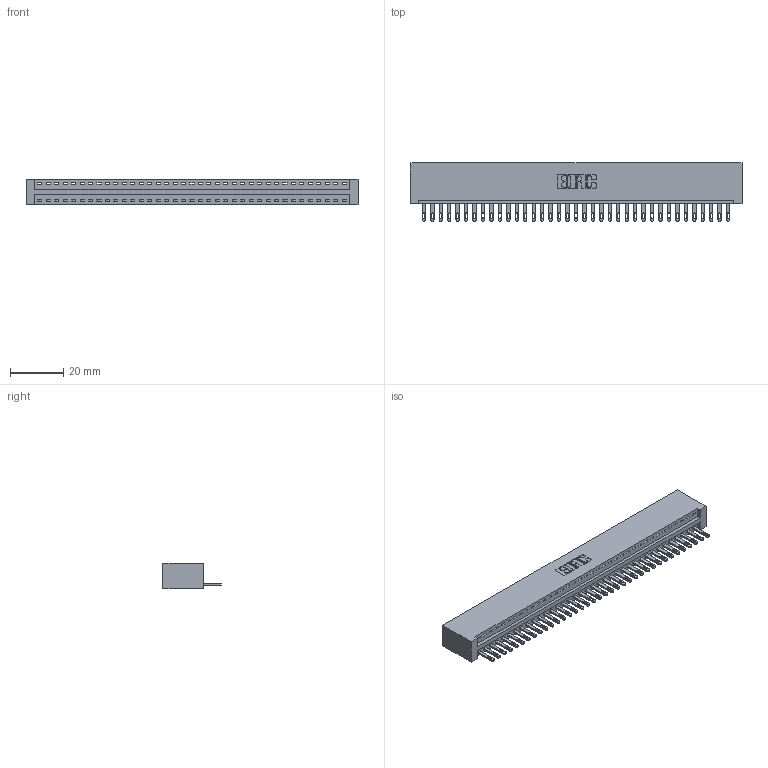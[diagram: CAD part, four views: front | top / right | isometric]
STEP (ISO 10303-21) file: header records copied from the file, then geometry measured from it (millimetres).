
FILE_DESCRIPTION (( 'STEP AP203' ), '1' );
FILE_NAME ('346-037-500-101.STEP', '2022-05-07T01:53:57', ( '' ), ( '' ), 'SwSTEP 2.0', 'SolidWorks 2020', '' );
FILE_SCHEMA (( 'CONFIG_CONTROL_DESIGN' ));
Length unit declared in the file: inch
Products named in the file (3): 346-037-500-101; 346 Part_No Mounting Lugs; 345-292-001_345-293-100
Assembly tree (38 placements, depth 2):
  346-037-500-101
    346 Part_No Mounting Lugs
    345-292-001_345-293-100  x37
Bounding box: 124.71 x 21.84 x 9.4 mm (x, y, z)
Volume: 12475.7 mm3; surface area: 15700.4 mm2
Topology: 38 solids, 38 shells, 2112 faces, 6521 edges, 4346 vertices
Faces by surface type: plane 1330, cylinder 782
Entity records: 23289 total; most frequent: CARTESIAN_POINT 3999, ORIENTED_EDGE 3970, DIRECTION 3531, EDGE_CURVE 1985, VECTOR 1709, LINE 1709, VERTEX_POINT 1322, AXIS2_PLACEMENT_3D 911
